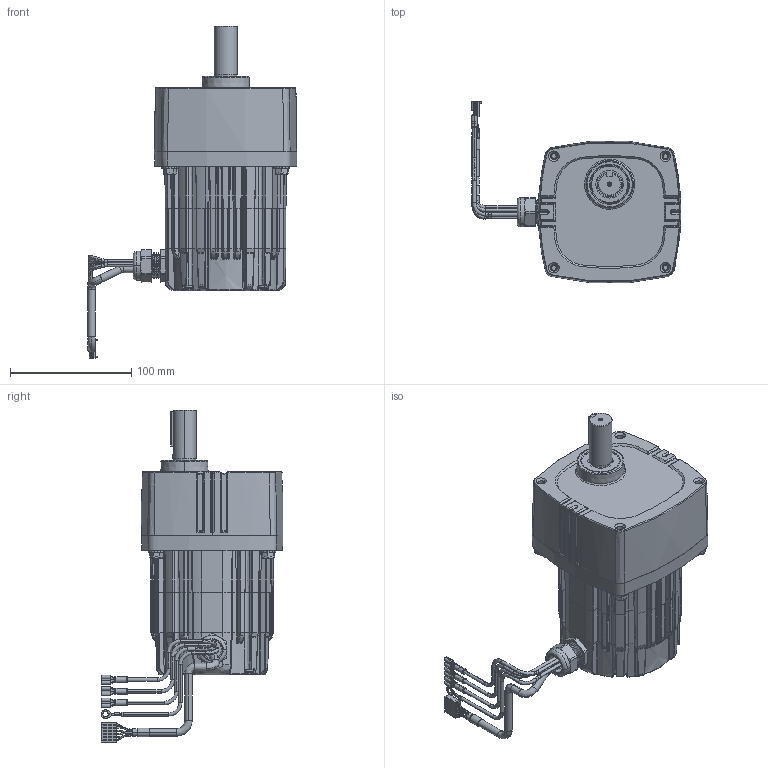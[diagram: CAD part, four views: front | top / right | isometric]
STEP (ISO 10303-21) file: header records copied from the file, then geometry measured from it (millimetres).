
FILE_DESCRIPTION (( 'STEP AP203' ), '1' );
FILE_NAME ('INFM0277.STEP', '2018-05-14T16:50:26', ( 'Admin' ), ( '' ), 'SwSTEP 2.0', 'SolidWorks 2017', '' );
FILE_SCHEMA (( 'CONFIG_CONTROL_DESIGN' ));
Length unit declared in the file: inch
Products named in the file (11): 491az002_491AZ002; 114AZ001_114AZ001; 54100127_54100127; 328AZ002_328AZ002; INFM0277; 342AZ002_342AZ002; 339AZ002_339AZ002; 51400002_51400002; 54606510_54606510; 54101015_54101015; 57300029_57300029
Assembly tree (16 placements, depth 2):
  INFM0277
    114AZ001_114AZ001
    328AZ002_328AZ002
    342AZ002_342AZ002
    339AZ002_339AZ002
    51400002_51400002
    54606510_54606510
    54101015_54101015  x4
    57300029_57300029
    491az002_491AZ002
    54100127_54100127  x4
Bounding box: 173.29 x 150.23 x 274.05 mm (x, y, z)
Volume: 1362590.7 mm3; surface area: 198868.1 mm2
Topology: 35 solids, 36 shells, 2767 faces, 7072 edges, 4405 vertices
Faces by surface type: plane 959, bspline 815, cylinder 665, cone 328
Entity records: 106606 total; most frequent: CARTESIAN_POINT 49485, ORIENTED_EDGE 12874, DIRECTION 10153, EDGE_CURVE 6437, VERTEX_POINT 4054, AXIS2_PLACEMENT_3D 3792, EDGE_LOOP 2597, LINE 2569
